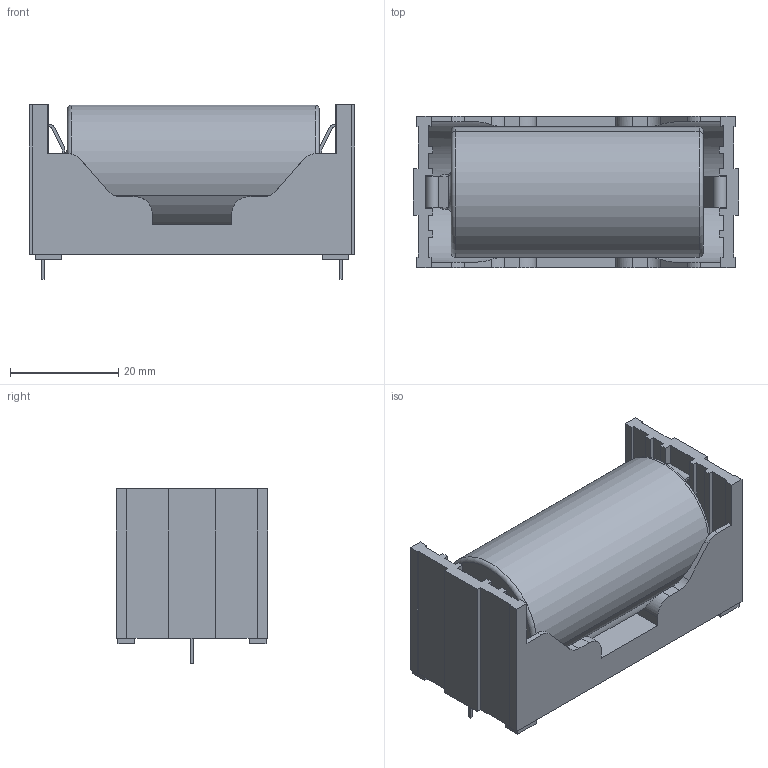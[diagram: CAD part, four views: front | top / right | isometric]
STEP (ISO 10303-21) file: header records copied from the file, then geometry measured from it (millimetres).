
FILE_DESCRIPTION (( 'STEP AP214' ), '1' );
FILE_NAME ('BHC-2-Assy-wCell.STEP', '2016-09-23T04:05:22', ( 'CascoLogix' ), ( '' ), 'SwSTEP 2.0', 'SolidWorks 2015', '' );
FILE_SCHEMA (( 'AUTOMOTIVE_DESIGN' ));
Length unit declared in the file: inch
Products named in the file (4): BHC-2-Base; BHC-2-Assy-wCell; BHC-2-Tab; BHC-2-Cell
Assembly tree (4 placements, depth 2):
  BHC-2-Assy-wCell
    BHC-2-Base
    BHC-2-Tab  x2
    BHC-2-Cell
Bounding box: 60.2 x 27.94 x 32.26 mm (x, y, z)
Volume: 33388.9 mm3; surface area: 14163.8 mm2
Topology: 4 solids, 4 shells, 198 faces, 539 edges, 354 vertices
Faces by surface type: plane 152, cylinder 38, torus 8
Entity records: 6146 total; most frequent: CARTESIAN_POINT 1212, ORIENTED_EDGE 970, DIRECTION 931, EDGE_CURVE 485, LINE 377, VECTOR 377, VERTEX_POINT 318, AXIS2_PLACEMENT_3D 277
